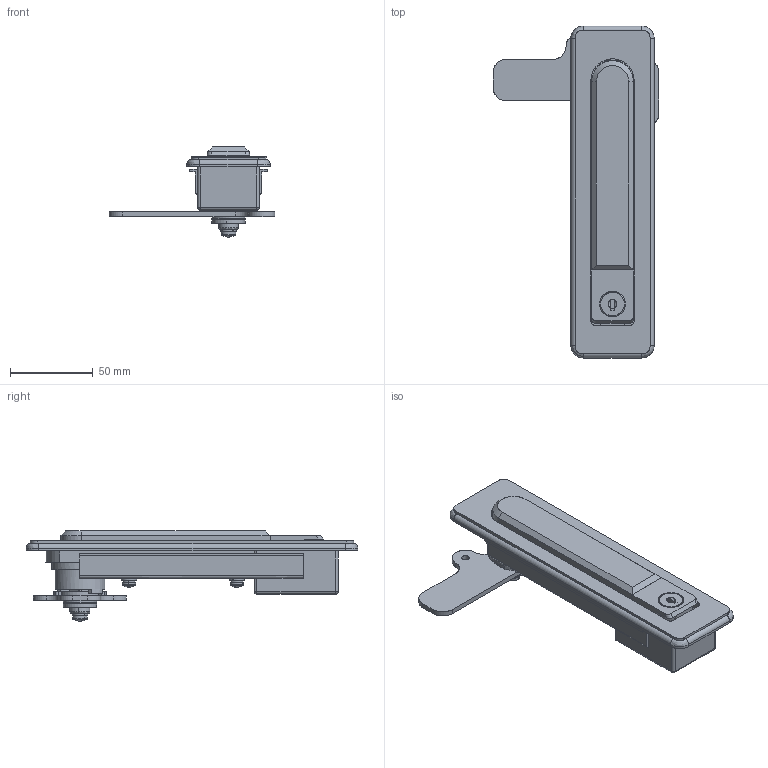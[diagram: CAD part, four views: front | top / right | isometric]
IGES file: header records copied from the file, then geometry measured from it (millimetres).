
Start section: SolidWorks IGES file using analytic representation for surfaces
Global section: file name: A-1950-A-1.IGS; native system: SolidWorks 2014; preprocessor: SolidWorks 2014; author: 1337yo; date: 190802.160134; units: millimetre
Bounding box: 100 x 200 x 54.27 mm (x, y, z)
Surface area: 131025.9 mm2 (no closed solid volume)
Topology: 0 solids, 0 shells, 573 faces, 8291 edges, 8290 vertices
Faces by surface type: bspline 341, revolution 232
